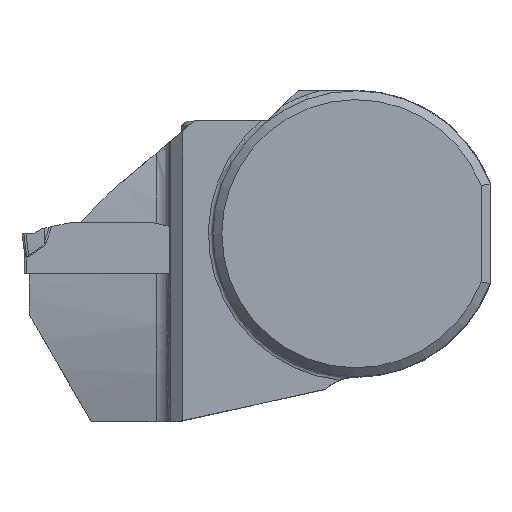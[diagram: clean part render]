
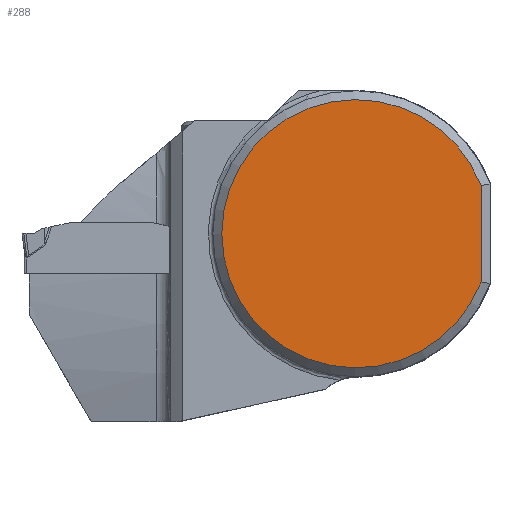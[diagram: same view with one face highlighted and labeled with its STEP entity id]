
A CAD part, top view. The second image highlights one B-rep face of the part: STEP entity #288.
In plain terms, the highlighted planar face has unit normal (0, 0, 1).
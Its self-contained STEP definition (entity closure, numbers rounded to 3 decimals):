
#229=PLANE('',#2165);
#288=ADVANCED_FACE('',(#428),#229,.F.);
#428=FACE_OUTER_BOUND('',#542,.T.);
#542=EDGE_LOOP('',(#1029,#1030));
#676=LINE('',#2937,#809);
#809=VECTOR('',#2398,1.);
#926=CIRCLE('',#2164,15.);
#1029=ORIENTED_EDGE('',*,*,#1807,.F.);
#1030=ORIENTED_EDGE('',*,*,#1808,.T.);
#1609=VERTEX_POINT('',#2938);
#1610=VERTEX_POINT('',#2939);
#1807=EDGE_CURVE('',#1609,#1610,#676,.T.);
#1808=EDGE_CURVE('',#1609,#1610,#926,.T.);
#2164=AXIS2_PLACEMENT_3D('',#2940,#2399,#2400);
#2165=AXIS2_PLACEMENT_3D('',#2941,#2401,#2402);
#2398=DIRECTION('',(0.,-1.,0.));
#2399=DIRECTION('',(0.,0.,1.));
#2400=DIRECTION('',(-1.,0.,0.));
#2401=DIRECTION('',(0.,0.,-1.));
#2402=DIRECTION('',(-1.,0.,0.));
#2937=CARTESIAN_POINT('',(14.,0.,0.325));
#2938=CARTESIAN_POINT('',(14.,5.385,0.325));
#2939=CARTESIAN_POINT('',(14.,-5.385,0.325));
#2940=CARTESIAN_POINT('',(0.,0.,0.325));
#2941=CARTESIAN_POINT('',(0.,0.,0.325));
